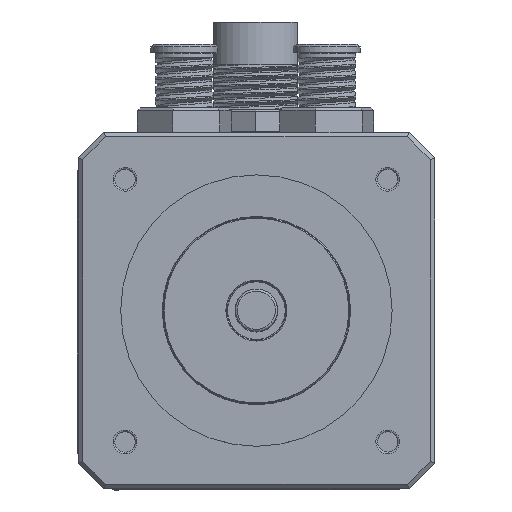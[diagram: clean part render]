
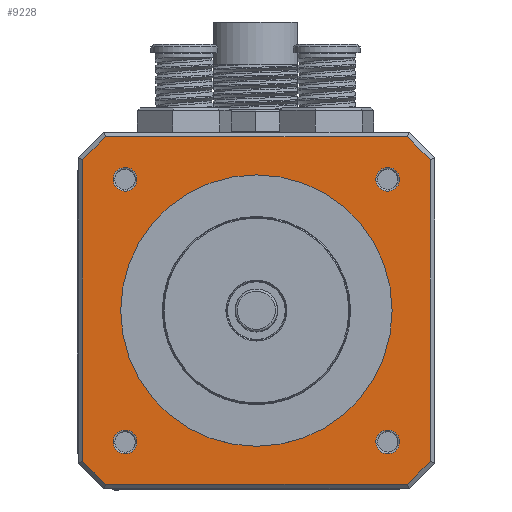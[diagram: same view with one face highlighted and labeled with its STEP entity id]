
A CAD part, top view. The second image highlights one B-rep face of the part: STEP entity #9228.
In plain terms, the highlighted planar face has unit normal (0, 0, 1).
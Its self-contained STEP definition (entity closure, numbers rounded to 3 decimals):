
#538=FACE_BOUND('',#1854,.T.);
#539=FACE_BOUND('',#1855,.T.);
#540=FACE_BOUND('',#1856,.T.);
#541=FACE_BOUND('',#1857,.T.);
#542=FACE_BOUND('',#1858,.T.);
#785=PLANE('',#10045);
#1261=FACE_OUTER_BOUND('',#1853,.T.);
#1853=EDGE_LOOP('',(#8363,#8364,#8365,#8366,#8367,#8368,#8369,#8370));
#1854=EDGE_LOOP('',(#8371));
#1855=EDGE_LOOP('',(#8372));
#1856=EDGE_LOOP('',(#8373));
#1857=EDGE_LOOP('',(#8374));
#1858=EDGE_LOOP('',(#8375));
#2224=CIRCLE('',#10041,1.4);
#2228=CIRCLE('',#10046,1.4);
#2229=CIRCLE('',#10047,1.4);
#2230=CIRCLE('',#10048,16.);
#2231=CIRCLE('',#10049,1.4);
#2937=LINE('',#20932,#3686);
#2938=LINE('',#20934,#3687);
#2939=LINE('',#20936,#3688);
#2940=LINE('',#20938,#3689);
#2941=LINE('',#20940,#3690);
#2942=LINE('',#20942,#3691);
#2943=LINE('',#20944,#3692);
#2944=LINE('',#20945,#3693);
#3686=VECTOR('',#12328,1.);
#3687=VECTOR('',#12329,1.);
#3688=VECTOR('',#12330,1.);
#3689=VECTOR('',#12331,1.);
#3690=VECTOR('',#12332,1.);
#3691=VECTOR('',#12333,1.);
#3692=VECTOR('',#12334,1.);
#3693=VECTOR('',#12335,1.);
#4551=VERTEX_POINT('',#20922);
#4554=VERTEX_POINT('',#20930);
#4555=VERTEX_POINT('',#20931);
#4556=VERTEX_POINT('',#20933);
#4557=VERTEX_POINT('',#20935);
#4558=VERTEX_POINT('',#20937);
#4559=VERTEX_POINT('',#20939);
#4560=VERTEX_POINT('',#20941);
#4561=VERTEX_POINT('',#20943);
#4562=VERTEX_POINT('',#20946);
#4563=VERTEX_POINT('',#20948);
#4564=VERTEX_POINT('',#20950);
#4565=VERTEX_POINT('',#20952);
#5832=EDGE_CURVE('',#4551,#4551,#2224,.T.);
#5836=EDGE_CURVE('',#4554,#4555,#2937,.T.);
#5837=EDGE_CURVE('',#4555,#4556,#2938,.T.);
#5838=EDGE_CURVE('',#4556,#4557,#2939,.T.);
#5839=EDGE_CURVE('',#4557,#4558,#2940,.T.);
#5840=EDGE_CURVE('',#4558,#4559,#2941,.T.);
#5841=EDGE_CURVE('',#4559,#4560,#2942,.T.);
#5842=EDGE_CURVE('',#4560,#4561,#2943,.T.);
#5843=EDGE_CURVE('',#4561,#4554,#2944,.T.);
#5844=EDGE_CURVE('',#4562,#4562,#2228,.T.);
#5845=EDGE_CURVE('',#4563,#4563,#2229,.T.);
#5846=EDGE_CURVE('',#4564,#4564,#2230,.T.);
#5847=EDGE_CURVE('',#4565,#4565,#2231,.T.);
#8363=ORIENTED_EDGE('',*,*,#5836,.T.);
#8364=ORIENTED_EDGE('',*,*,#5837,.T.);
#8365=ORIENTED_EDGE('',*,*,#5838,.T.);
#8366=ORIENTED_EDGE('',*,*,#5839,.T.);
#8367=ORIENTED_EDGE('',*,*,#5840,.T.);
#8368=ORIENTED_EDGE('',*,*,#5841,.T.);
#8369=ORIENTED_EDGE('',*,*,#5842,.T.);
#8370=ORIENTED_EDGE('',*,*,#5843,.T.);
#8371=ORIENTED_EDGE('',*,*,#5844,.F.);
#8372=ORIENTED_EDGE('',*,*,#5845,.F.);
#8373=ORIENTED_EDGE('',*,*,#5846,.T.);
#8374=ORIENTED_EDGE('',*,*,#5847,.F.);
#8375=ORIENTED_EDGE('',*,*,#5832,.F.);
#9228=ADVANCED_FACE('',(#1261,#538,#539,#540,#541,#542),#785,.T.);
#10041=AXIS2_PLACEMENT_3D('',#20923,#12318,#12319);
#10045=AXIS2_PLACEMENT_3D('',#20929,#12326,#12327);
#10046=AXIS2_PLACEMENT_3D('',#20947,#12336,#12337);
#10047=AXIS2_PLACEMENT_3D('',#20949,#12338,#12339);
#10048=AXIS2_PLACEMENT_3D('',#20951,#12340,#12341);
#10049=AXIS2_PLACEMENT_3D('',#20953,#12342,#12343);
#12318=DIRECTION('center_axis',(0.,0.,1.));
#12319=DIRECTION('ref_axis',(0.707,-0.707,0.));
#12326=DIRECTION('center_axis',(0.,0.,1.));
#12327=DIRECTION('ref_axis',(1.,0.,0.));
#12328=DIRECTION('',(0.707,-0.707,0.));
#12329=DIRECTION('',(1.,0.,0.));
#12330=DIRECTION('',(0.707,0.707,0.));
#12331=DIRECTION('',(0.,1.,0.));
#12332=DIRECTION('',(-0.707,0.707,0.));
#12333=DIRECTION('',(-1.,0.,0.));
#12334=DIRECTION('',(-0.707,-0.707,0.));
#12335=DIRECTION('',(0.,-1.,0.));
#12336=DIRECTION('center_axis',(0.,0.,1.));
#12337=DIRECTION('ref_axis',(-0.707,-0.707,0.));
#12338=DIRECTION('center_axis',(0.,0.,1.));
#12339=DIRECTION('ref_axis',(0.707,0.707,0.));
#12340=DIRECTION('center_axis',(0.,0.,-1.));
#12341=DIRECTION('ref_axis',(1.,0.,0.));
#12342=DIRECTION('center_axis',(0.,0.,1.));
#12343=DIRECTION('ref_axis',(-0.707,0.707,0.));
#20922=CARTESIAN_POINT('',(16.886,15.486,-7.));
#20923=CARTESIAN_POINT('Origin',(15.486,15.486,-7.));
#20929=CARTESIAN_POINT('Origin',(0.,0.,
-7.));
#20930=CARTESIAN_POINT('',(-20.501,-17.793,-7.));
#20931=CARTESIAN_POINT('',(-17.793,-20.501,-7.));
#20932=CARTESIAN_POINT('',(-19.147,-19.147,-7.));
#20933=CARTESIAN_POINT('',(17.793,-20.501,-7.));
#20934=CARTESIAN_POINT('',(0.,-20.501,-7.));
#20935=CARTESIAN_POINT('',(20.501,-17.793,-7.));
#20936=CARTESIAN_POINT('',(19.147,-19.147,-7.));
#20937=CARTESIAN_POINT('',(20.501,17.793,-7.));
#20938=CARTESIAN_POINT('',(20.501,0.,-7.));
#20939=CARTESIAN_POINT('',(17.793,20.501,-7.));
#20940=CARTESIAN_POINT('',(19.147,19.147,-7.));
#20941=CARTESIAN_POINT('',(-17.793,20.501,-7.));
#20942=CARTESIAN_POINT('',(0.,20.501,-7.));
#20943=CARTESIAN_POINT('',(-20.501,17.793,-7.));
#20944=CARTESIAN_POINT('',(-19.147,19.147,-7.));
#20945=CARTESIAN_POINT('',(-20.501,0.,-7.));
#20946=CARTESIAN_POINT('',(16.886,-15.486,-7.));
#20947=CARTESIAN_POINT('Origin',(15.486,-15.486,-7.));
#20948=CARTESIAN_POINT('',(-14.086,15.486,-7.));
#20949=CARTESIAN_POINT('Origin',(-15.486,15.486,-7.));
#20950=CARTESIAN_POINT('',(-16.,0.,-7.));
#20951=CARTESIAN_POINT('Origin',(0.,0.,-7.));
#20952=CARTESIAN_POINT('',(-14.086,-15.486,-7.));
#20953=CARTESIAN_POINT('Origin',(-15.486,-15.486,-7.));
